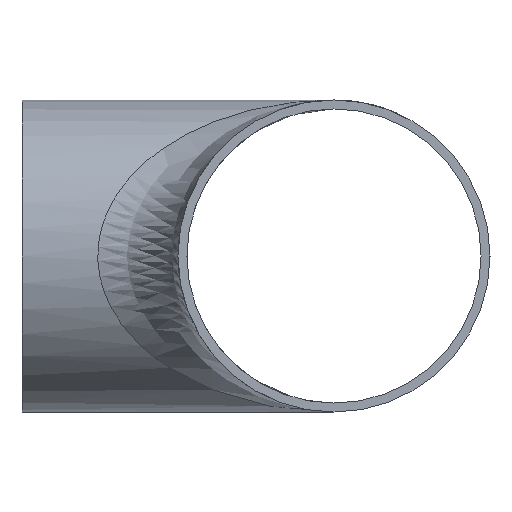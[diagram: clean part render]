
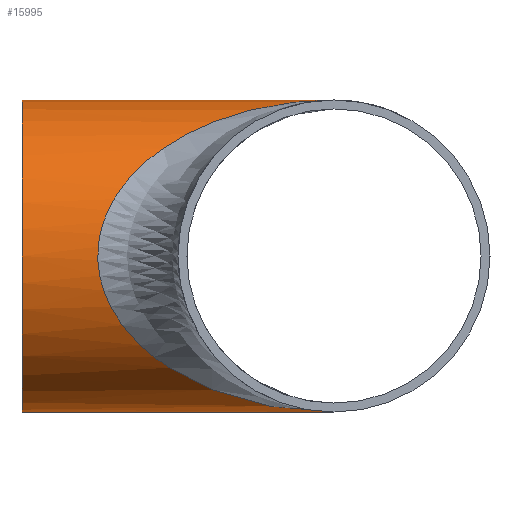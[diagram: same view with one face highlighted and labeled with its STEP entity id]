
A CAD part, left-side view. The second image highlights one B-rep face of the part: STEP entity #15995.
In plain terms, the highlighted cylindrical face has radius 35 mm (diameter 70 mm), a full revolution.
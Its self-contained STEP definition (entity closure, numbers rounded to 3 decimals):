
#307 = VERTEX_POINT ( 'NONE', #1098 ) ;
#790 = CARTESIAN_POINT ( 'NONE',  ( -0.239, 0.362, -34.999 ) ) ;
#974 = CARTESIAN_POINT ( 'NONE',  ( 0.239, 0.362, 34.999 ) ) ;
#1098 = CARTESIAN_POINT ( 'NONE',  ( 0.239, 0.362, 34.999 ) ) ;
#1578 = DIRECTION ( 'NONE',  ( 0., 1., 0. ) ) ;
#1661 = VERTEX_POINT ( 'NONE', #16733 ) ;
#1664 = ORIENTED_EDGE ( 'NONE', *, *, #13338, .T. ) ;
#2062 = CARTESIAN_POINT ( 'NONE',  ( 0., 0., 0. ) ) ;
#2968 = CARTESIAN_POINT ( 'NONE',  ( 0., 70., 0. ) ) ;
#2995 = FACE_OUTER_BOUND ( 'NONE', #12097, .T. ) ;
#3707 = DIRECTION ( 'NONE',  ( 0., 1., 0. ) ) ;
#4151 = CYLINDRICAL_SURFACE ( 'NONE', #14706, 35. ) ;
#4762 = EDGE_CURVE ( 'NONE', #16050, #16050, #9438, .T. ) ;
#5539 = FACE_OUTER_BOUND ( 'NONE', #15931, .T. ) ;
#5616 = CARTESIAN_POINT ( 'NONE',  ( -0.239, 0.362, 34.999 ) ) ;
#5688 = CARTESIAN_POINT ( 'NONE',  ( -0.239, 0.362, -34.999 ) ) ;
#5987 =( BOUNDED_CURVE ( )  B_SPLINE_CURVE ( 3, ( #5688, #14445, #13148, #5616 ),
 .UNSPECIFIED., .F., .F. ) 
 B_SPLINE_CURVE_WITH_KNOTS ( ( 4, 4 ),
 ( 1.578, 4.706 ),
 .UNSPECIFIED. ) 
 CURVE ( )  GEOMETRIC_REPRESENTATION_ITEM ( )  RATIONAL_B_SPLINE_CURVE ( ( 1., 0.338, 0.338, 1. ) ) 
 REPRESENTATION_ITEM ( '' )  );
#6179 = DIRECTION ( 'NONE',  ( 0., 0., 1. ) ) ;
#6268 = EDGE_CURVE ( 'NONE', #307, #1661, #11240, .T. ) ;
#6693 = DIRECTION ( 'NONE',  ( 0., 0., 1. ) ) ;
#7277 = ORIENTED_EDGE ( 'NONE', *, *, #4762, .T. ) ;
#8236 = CARTESIAN_POINT ( 'NONE',  ( 0., 0.362, 0. ) ) ;
#8382 = VERTEX_POINT ( 'NONE', #12049 ) ;
#8888 = CARTESIAN_POINT ( 'NONE',  ( 0., 0.362, 0. ) ) ;
#9302 = DIRECTION ( 'NONE',  ( 0., -1., 0. ) ) ;
#9438 = CIRCLE ( 'NONE', #18922, 35. ) ;
#10278 = ORIENTED_EDGE ( 'NONE', *, *, #17814, .T. ) ;
#11165 = CARTESIAN_POINT ( 'NONE',  ( 69.293, 104.929, -34.528 ) ) ;
#11240 =( BOUNDED_CURVE ( )  B_SPLINE_CURVE ( 3, ( #974, #14279, #11165, #11425 ),
 .UNSPECIFIED., .F., .F. ) 
 B_SPLINE_CURVE_WITH_KNOTS ( ( 4, 4 ),
 ( 1.578, 4.706 ),
 .UNSPECIFIED. ) 
 CURVE ( )  GEOMETRIC_REPRESENTATION_ITEM ( )  RATIONAL_B_SPLINE_CURVE ( ( 1., 0.338, 0.338, 1. ) ) 
 REPRESENTATION_ITEM ( '' )  );
#11425 = CARTESIAN_POINT ( 'NONE',  ( 0.239, 0.362, -34.999 ) ) ;
#11451 = CIRCLE ( 'NONE', #16186, 35. ) ;
#11604 = ORIENTED_EDGE ( 'NONE', *, *, #6268, .T. ) ;
#12049 = CARTESIAN_POINT ( 'NONE',  ( -0.239, 0.362, 34.999 ) ) ;
#12097 = EDGE_LOOP ( 'NONE', ( #17141, #11604, #10278, #1664 ) ) ;
#12557 = VERTEX_POINT ( 'NONE', #790 ) ;
#13148 = CARTESIAN_POINT ( 'NONE',  ( -69.293, 104.929, 34.528 ) ) ;
#13222 = DIRECTION ( 'NONE',  ( 0., -1., 0. ) ) ;
#13338 = EDGE_CURVE ( 'NONE', #12557, #8382, #5987, .T. ) ;
#13397 = CARTESIAN_POINT ( 'NONE',  ( 0., 70., -35. ) ) ;
#14279 = CARTESIAN_POINT ( 'NONE',  ( 69.293, 104.929, 34.528 ) ) ;
#14445 = CARTESIAN_POINT ( 'NONE',  ( -69.293, 104.929, -34.528 ) ) ;
#14706 = AXIS2_PLACEMENT_3D ( 'NONE', #2062, #9302, #15246 ) ;
#15146 = AXIS2_PLACEMENT_3D ( 'NONE', #8888, #1578, #6179 ) ;
#15246 = DIRECTION ( 'NONE',  ( 0., 0., -1. ) ) ;
#15931 = EDGE_LOOP ( 'NONE', ( #7277 ) ) ;
#15995 = ADVANCED_FACE ( 'NONE', ( #5539, #2995 ), #4151, .T. ) ;
#16050 = VERTEX_POINT ( 'NONE', #13397 ) ;
#16186 = AXIS2_PLACEMENT_3D ( 'NONE', #8236, #3707, #6693 ) ;
#16206 = DIRECTION ( 'NONE',  ( 0., 0., -1. ) ) ;
#16633 = EDGE_CURVE ( 'NONE', #8382, #307, #19139, .T. ) ;
#16733 = CARTESIAN_POINT ( 'NONE',  ( 0.239, 0.362, -34.999 ) ) ;
#17141 = ORIENTED_EDGE ( 'NONE', *, *, #16633, .T. ) ;
#17814 = EDGE_CURVE ( 'NONE', #1661, #12557, #11451, .T. ) ;
#18922 = AXIS2_PLACEMENT_3D ( 'NONE', #2968, #13222, #16206 ) ;
#19139 = CIRCLE ( 'NONE', #15146, 35. ) ;
